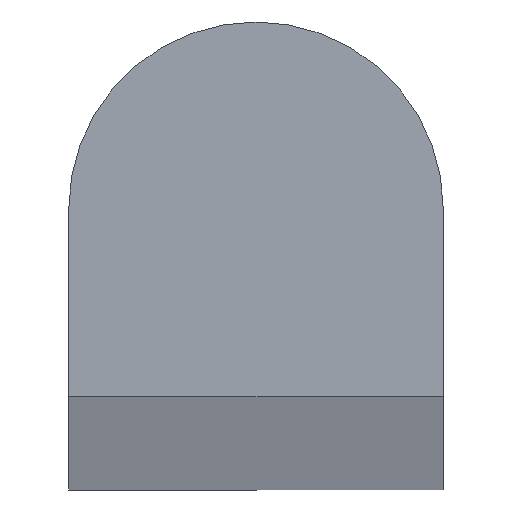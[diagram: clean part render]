
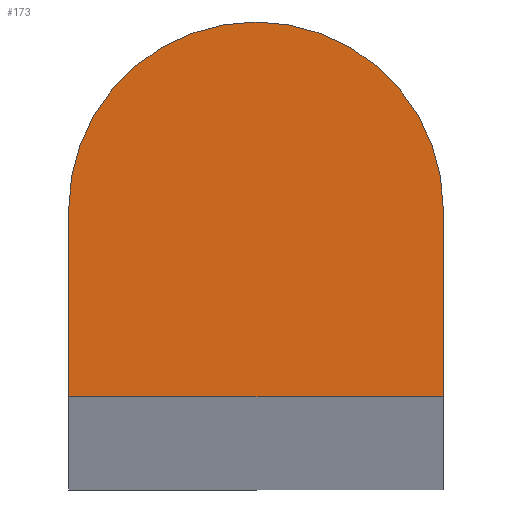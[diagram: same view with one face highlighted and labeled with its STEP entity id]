
A CAD part, top view. The second image highlights one B-rep face of the part: STEP entity #173.
In plain terms, the highlighted planar face has unit normal (0, 0, 1).
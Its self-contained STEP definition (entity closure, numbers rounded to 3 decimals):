
#10 = VERTEX_POINT ( 'NONE', #70 ) ;
#12 = DIRECTION ( 'NONE',  ( 0., 1., 0. ) ) ;
#14 = LINE ( 'NONE', #80, #113 ) ;
#16 = EDGE_LOOP ( 'NONE', ( #19, #72, #68, #69 ) ) ;
#19 = ORIENTED_EDGE ( 'NONE', *, *, #144, .T. ) ;
#21 = CARTESIAN_POINT ( 'NONE',  ( -3.5, 0., 500. ) ) ;
#22 = DIRECTION ( 'NONE',  ( 0., 0., 1. ) ) ;
#24 = DIRECTION ( 'NONE',  ( 1., 0., 0. ) ) ;
#26 = LINE ( 'NONE', #37, #102 ) ;
#27 = VERTEX_POINT ( 'NONE', #21 ) ;
#31 = VERTEX_POINT ( 'NONE', #83 ) ;
#33 = CARTESIAN_POINT ( 'NONE',  ( 0., 3.5, 500. ) ) ;
#37 = CARTESIAN_POINT ( 'NONE',  ( -3.5, 0., 500. ) ) ;
#41 = DIRECTION ( 'NONE',  ( 1., 0., 0. ) ) ;
#53 = DIRECTION ( 'NONE',  ( 0., -1., 0. ) ) ;
#65 = CARTESIAN_POINT ( 'NONE',  ( 3.5, 3.5, 500. ) ) ;
#68 = ORIENTED_EDGE ( 'NONE', *, *, #155, .T. ) ;
#69 = ORIENTED_EDGE ( 'NONE', *, *, #161, .T. ) ;
#70 = CARTESIAN_POINT ( 'NONE',  ( -3.5, 3.5, 500. ) ) ;
#72 = ORIENTED_EDGE ( 'NONE', *, *, #148, .T. ) ;
#76 = VERTEX_POINT ( 'NONE', #65 ) ;
#80 = CARTESIAN_POINT ( 'NONE',  ( -3.5, 0., 500. ) ) ;
#83 = CARTESIAN_POINT ( 'NONE',  ( 3.5, 0., 500. ) ) ;
#86 = LINE ( 'NONE', #88, #124 ) ;
#88 = CARTESIAN_POINT ( 'NONE',  ( 3.5, 0., 500. ) ) ;
#96 = AXIS2_PLACEMENT_3D ( 'NONE', #33, #22, #41 ) ;
#102 = VECTOR ( 'NONE', #53, 1000. ) ;
#103 = AXIS2_PLACEMENT_3D ( 'NONE', #229, #228, #227 ) ;
#113 = VECTOR ( 'NONE', #24, 1000. ) ;
#123 = FACE_OUTER_BOUND ( 'NONE', #16, .T. ) ;
#124 = VECTOR ( 'NONE', #12, 1000. ) ;
#144 = EDGE_CURVE ( 'NONE', #10, #27, #26, .T. ) ;
#148 = EDGE_CURVE ( 'NONE', #27, #31, #14, .T. ) ;
#155 = EDGE_CURVE ( 'NONE', #31, #76, #86, .T. ) ;
#159 = CIRCLE ( 'NONE', #96, 3.5 ) ;
#161 = EDGE_CURVE ( 'NONE', #76, #10, #159, .T. ) ;
#173 = ADVANCED_FACE ( 'NONE', ( #123 ), #230, .T. ) ;
#227 = DIRECTION ( 'NONE',  ( 1., 0., 0. ) ) ;
#228 = DIRECTION ( 'NONE',  ( 0., 0., 1. ) ) ;
#229 = CARTESIAN_POINT ( 'NONE',  ( 0., 3.5, 500. ) ) ;
#230 = PLANE ( 'NONE',  #103 ) ;
